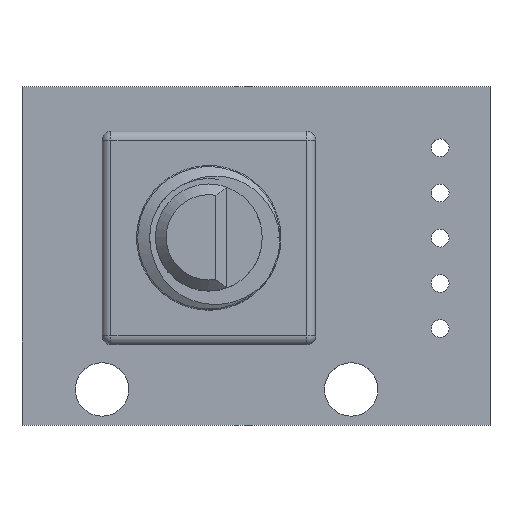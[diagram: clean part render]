
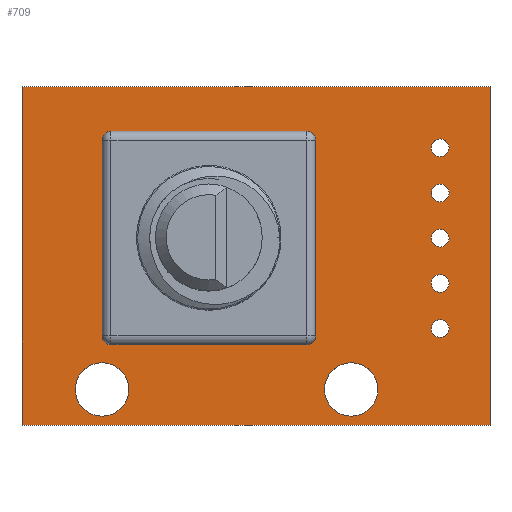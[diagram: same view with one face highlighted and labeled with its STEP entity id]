
A CAD part, top view. The second image highlights one B-rep face of the part: STEP entity #709.
In plain terms, the highlighted planar face has unit normal (0, 0, 1).
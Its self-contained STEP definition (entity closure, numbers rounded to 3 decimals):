
#521 = VERTEX_POINT('',#522);
#522 = CARTESIAN_POINT('',(-6.,-5.5,1.6));
#530 = VERTEX_POINT('',#531);
#531 = CARTESIAN_POINT('',(-6.,5.5,1.6));
#537 = EDGE_CURVE('',#521,#530,#538,.T.);
#538 = LINE('',#539,#540);
#539 = CARTESIAN_POINT('',(-6.,-5.5,1.6));
#540 = VECTOR('',#541,1.);
#541 = DIRECTION('',(0.,1.,0.));
#586 = VERTEX_POINT('',#587);
#587 = CARTESIAN_POINT('',(5.5,-6.,1.6));
#595 = VERTEX_POINT('',#596);
#596 = CARTESIAN_POINT('',(-5.5,-6.,1.6));
#602 = EDGE_CURVE('',#586,#595,#603,.T.);
#603 = LINE('',#604,#605);
#604 = CARTESIAN_POINT('',(5.5,-6.,1.6));
#605 = VECTOR('',#606,1.);
#606 = DIRECTION('',(-1.,0.,0.));
#617 = VERTEX_POINT('',#618);
#618 = CARTESIAN_POINT('',(-5.5,6.,1.6));
#626 = VERTEX_POINT('',#627);
#627 = CARTESIAN_POINT('',(5.5,6.,1.6));
#633 = EDGE_CURVE('',#617,#626,#634,.T.);
#634 = LINE('',#635,#636);
#635 = CARTESIAN_POINT('',(-5.5,6.,1.6));
#636 = VECTOR('',#637,1.);
#637 = DIRECTION('',(1.,0.,0.));
#665 = VERTEX_POINT('',#666);
#666 = CARTESIAN_POINT('',(6.,5.5,1.6));
#674 = VERTEX_POINT('',#675);
#675 = CARTESIAN_POINT('',(6.,-5.5,1.6));
#681 = EDGE_CURVE('',#665,#674,#682,.T.);
#682 = LINE('',#683,#684);
#683 = CARTESIAN_POINT('',(6.,5.5,1.6));
#684 = VECTOR('',#685,1.);
#685 = DIRECTION('',(0.,-1.,0.));
#695 = EDGE_CURVE('',#521,#595,#696,.T.);
#696 = CIRCLE('',#697,0.5);
#697 = AXIS2_PLACEMENT_3D('',#698,#699,#700);
#698 = CARTESIAN_POINT('',(-5.5,-5.5,1.6));
#699 = DIRECTION('',(0.,0.,1.));
#700 = DIRECTION('',(1.,0.,-0.));
#709 = ADVANCED_FACE('',(#710,#744,#755,#766,#777,#788,#799,#810,#838),
  #849,.F.);
#710 = FACE_BOUND('',#711,.F.);
#711 = EDGE_LOOP('',(#712,#722,#730,#738));
#712 = ORIENTED_EDGE('',*,*,#713,.T.);
#713 = EDGE_CURVE('',#714,#716,#718,.T.);
#714 = VERTEX_POINT('',#715);
#715 = CARTESIAN_POINT('',(-10.5,8.5,1.6));
#716 = VERTEX_POINT('',#717);
#717 = CARTESIAN_POINT('',(15.8,8.5,1.6));
#718 = LINE('',#719,#720);
#719 = CARTESIAN_POINT('',(-10.5,8.5,1.6));
#720 = VECTOR('',#721,1.);
#721 = DIRECTION('',(1.,0.,0.));
#722 = ORIENTED_EDGE('',*,*,#723,.T.);
#723 = EDGE_CURVE('',#716,#724,#726,.T.);
#724 = VERTEX_POINT('',#725);
#725 = CARTESIAN_POINT('',(15.8,-10.5,1.6));
#726 = LINE('',#727,#728);
#727 = CARTESIAN_POINT('',(15.8,8.5,1.6));
#728 = VECTOR('',#729,1.);
#729 = DIRECTION('',(0.,-1.,0.));
#730 = ORIENTED_EDGE('',*,*,#731,.T.);
#731 = EDGE_CURVE('',#724,#732,#734,.T.);
#732 = VERTEX_POINT('',#733);
#733 = CARTESIAN_POINT('',(-10.5,-10.5,1.6));
#734 = LINE('',#735,#736);
#735 = CARTESIAN_POINT('',(15.8,-10.5,1.6));
#736 = VECTOR('',#737,1.);
#737 = DIRECTION('',(-1.,0.,0.));
#738 = ORIENTED_EDGE('',*,*,#739,.T.);
#739 = EDGE_CURVE('',#732,#714,#740,.T.);
#740 = LINE('',#741,#742);
#741 = CARTESIAN_POINT('',(-10.5,-10.5,1.6));
#742 = VECTOR('',#743,1.);
#743 = DIRECTION('',(0.,1.,0.));
#744 = FACE_BOUND('',#745,.F.);
#745 = EDGE_LOOP('',(#746));
#746 = ORIENTED_EDGE('',*,*,#747,.T.);
#747 = EDGE_CURVE('',#748,#748,#750,.T.);
#748 = VERTEX_POINT('',#749);
#749 = CARTESIAN_POINT('',(13.5,0.,1.6));
#750 = CIRCLE('',#751,0.5);
#751 = AXIS2_PLACEMENT_3D('',#752,#753,#754);
#752 = CARTESIAN_POINT('',(13.,0.,1.6));
#753 = DIRECTION('',(0.,0.,1.));
#754 = DIRECTION('',(1.,0.,-0.));
#755 = FACE_BOUND('',#756,.F.);
#756 = EDGE_LOOP('',(#757));
#757 = ORIENTED_EDGE('',*,*,#758,.T.);
#758 = EDGE_CURVE('',#759,#759,#761,.T.);
#759 = VERTEX_POINT('',#760);
#760 = CARTESIAN_POINT('',(13.5,-2.54,1.6));
#761 = CIRCLE('',#762,0.5);
#762 = AXIS2_PLACEMENT_3D('',#763,#764,#765);
#763 = CARTESIAN_POINT('',(13.,-2.54,1.6));
#764 = DIRECTION('',(0.,0.,1.));
#765 = DIRECTION('',(1.,0.,-0.));
#766 = FACE_BOUND('',#767,.F.);
#767 = EDGE_LOOP('',(#768));
#768 = ORIENTED_EDGE('',*,*,#769,.T.);
#769 = EDGE_CURVE('',#770,#770,#772,.T.);
#770 = VERTEX_POINT('',#771);
#771 = CARTESIAN_POINT('',(13.5,-5.08,1.6));
#772 = CIRCLE('',#773,0.5);
#773 = AXIS2_PLACEMENT_3D('',#774,#775,#776);
#774 = CARTESIAN_POINT('',(13.,-5.08,1.6));
#775 = DIRECTION('',(0.,0.,1.));
#776 = DIRECTION('',(1.,0.,-0.));
#777 = FACE_BOUND('',#778,.F.);
#778 = EDGE_LOOP('',(#779));
#779 = ORIENTED_EDGE('',*,*,#780,.T.);
#780 = EDGE_CURVE('',#781,#781,#783,.T.);
#781 = VERTEX_POINT('',#782);
#782 = CARTESIAN_POINT('',(9.5,-8.5,1.6));
#783 = CIRCLE('',#784,1.5);
#784 = AXIS2_PLACEMENT_3D('',#785,#786,#787);
#785 = CARTESIAN_POINT('',(8.,-8.5,1.6));
#786 = DIRECTION('',(0.,0.,1.));
#787 = DIRECTION('',(1.,0.,-0.));
#788 = FACE_BOUND('',#789,.F.);
#789 = EDGE_LOOP('',(#790));
#790 = ORIENTED_EDGE('',*,*,#791,.T.);
#791 = EDGE_CURVE('',#792,#792,#794,.T.);
#792 = VERTEX_POINT('',#793);
#793 = CARTESIAN_POINT('',(13.5,5.08,1.6));
#794 = CIRCLE('',#795,0.5);
#795 = AXIS2_PLACEMENT_3D('',#796,#797,#798);
#796 = CARTESIAN_POINT('',(13.,5.08,1.6));
#797 = DIRECTION('',(0.,0.,1.));
#798 = DIRECTION('',(1.,0.,-0.));
#799 = FACE_BOUND('',#800,.F.);
#800 = EDGE_LOOP('',(#801));
#801 = ORIENTED_EDGE('',*,*,#802,.T.);
#802 = EDGE_CURVE('',#803,#803,#805,.T.);
#803 = VERTEX_POINT('',#804);
#804 = CARTESIAN_POINT('',(13.5,2.54,1.6));
#805 = CIRCLE('',#806,0.5);
#806 = AXIS2_PLACEMENT_3D('',#807,#808,#809);
#807 = CARTESIAN_POINT('',(13.,2.54,1.6));
#808 = DIRECTION('',(0.,0.,1.));
#809 = DIRECTION('',(1.,0.,-0.));
#810 = FACE_BOUND('',#811,.F.);
#811 = EDGE_LOOP('',(#812,#813,#814,#815,#822,#823,#830,#831));
#812 = ORIENTED_EDGE('',*,*,#537,.F.);
#813 = ORIENTED_EDGE('',*,*,#695,.T.);
#814 = ORIENTED_EDGE('',*,*,#602,.F.);
#815 = ORIENTED_EDGE('',*,*,#816,.T.);
#816 = EDGE_CURVE('',#586,#674,#817,.T.);
#817 = CIRCLE('',#818,0.5);
#818 = AXIS2_PLACEMENT_3D('',#819,#820,#821);
#819 = CARTESIAN_POINT('',(5.5,-5.5,1.6));
#820 = DIRECTION('',(0.,0.,1.));
#821 = DIRECTION('',(1.,0.,-0.));
#822 = ORIENTED_EDGE('',*,*,#681,.F.);
#823 = ORIENTED_EDGE('',*,*,#824,.T.);
#824 = EDGE_CURVE('',#665,#626,#825,.T.);
#825 = CIRCLE('',#826,0.5);
#826 = AXIS2_PLACEMENT_3D('',#827,#828,#829);
#827 = CARTESIAN_POINT('',(5.5,5.5,1.6));
#828 = DIRECTION('',(0.,0.,1.));
#829 = DIRECTION('',(1.,0.,-0.));
#830 = ORIENTED_EDGE('',*,*,#633,.F.);
#831 = ORIENTED_EDGE('',*,*,#832,.T.);
#832 = EDGE_CURVE('',#617,#530,#833,.T.);
#833 = CIRCLE('',#834,0.5);
#834 = AXIS2_PLACEMENT_3D('',#835,#836,#837);
#835 = CARTESIAN_POINT('',(-5.5,5.5,1.6));
#836 = DIRECTION('',(0.,0.,1.));
#837 = DIRECTION('',(1.,0.,-0.));
#838 = FACE_BOUND('',#839,.F.);
#839 = EDGE_LOOP('',(#840));
#840 = ORIENTED_EDGE('',*,*,#841,.T.);
#841 = EDGE_CURVE('',#842,#842,#844,.T.);
#842 = VERTEX_POINT('',#843);
#843 = CARTESIAN_POINT('',(-4.5,-8.5,1.6));
#844 = CIRCLE('',#845,1.5);
#845 = AXIS2_PLACEMENT_3D('',#846,#847,#848);
#846 = CARTESIAN_POINT('',(-6.,-8.5,1.6));
#847 = DIRECTION('',(0.,0.,1.));
#848 = DIRECTION('',(1.,0.,-0.));
#849 = PLANE('',#850);
#850 = AXIS2_PLACEMENT_3D('',#851,#852,#853);
#851 = CARTESIAN_POINT('',(2.65,-1.,1.6));
#852 = DIRECTION('',(-0.,-0.,-1.));
#853 = DIRECTION('',(-1.,0.,0.));
